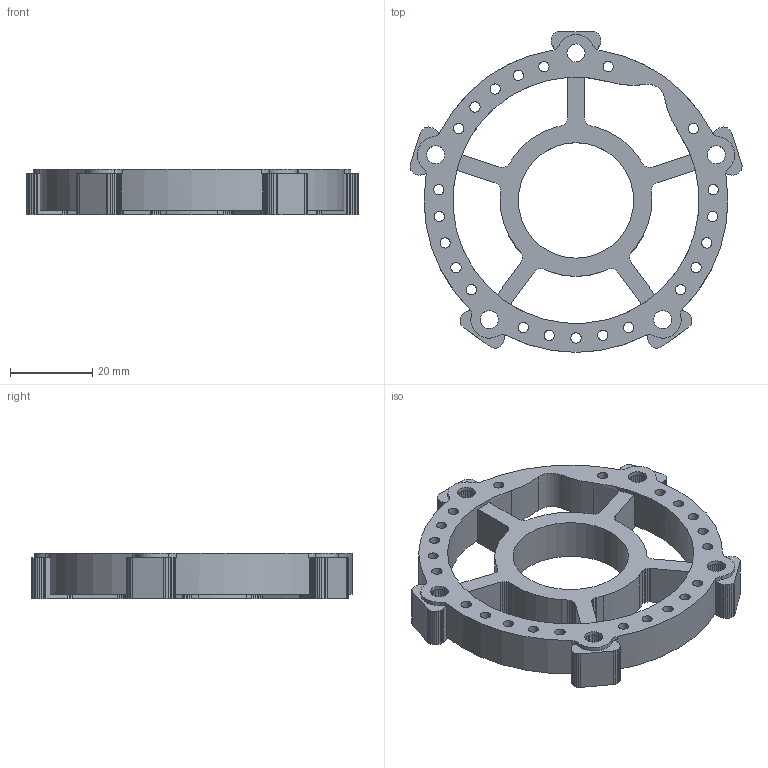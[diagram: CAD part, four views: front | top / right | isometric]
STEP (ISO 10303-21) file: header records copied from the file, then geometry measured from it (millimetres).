
FILE_DESCRIPTION(/* description */ (''),/* implementation_level */ '2;1');
FILE_NAME(/* name */ 'weights_holder_for_Trampa_wheels.step',/* time_stamp */ '2021-08-03T10:37:56+02:00',/* author */ (''),/* organization */ (''),/* preprocessor_version */ 'ST-DEVELOPER v18.1',/* originating_system */ 'Autodesk Translation Framework v10.9.0.1377',/* authorisation */ '');
FILE_SCHEMA (('AUTOMOTIVE_DESIGN { 1 0 10303 214 3 1 1 }'));
Length unit declared in the file: millimetre
Products named in the file (2): weights holder; Component1
Assembly tree (1 placements, depth 2):
  weights holder
    Component1
Bounding box: 80.84 x 78.1 x 11 mm (x, y, z)
Volume: 20702.6 mm3; surface area: 16948 mm2
Topology: 2 solids, 2 shells, 519 faces, 1482 edges, 988 vertices
Faces by surface type: plane 440, cylinder 79
Full cylindrical faces by diameter (mm): 2.5 x22, 4.4 x5, 5.5 x22, 28.1 x1
Entity records: 16924 total; most frequent: CARTESIAN_POINT 2992, ORIENTED_EDGE 2964, DIRECTION 2704, EDGE_CURVE 1482, LINE 1304, VECTOR 1304, VERTEX_POINT 988, AXIS2_PLACEMENT_3D 700
